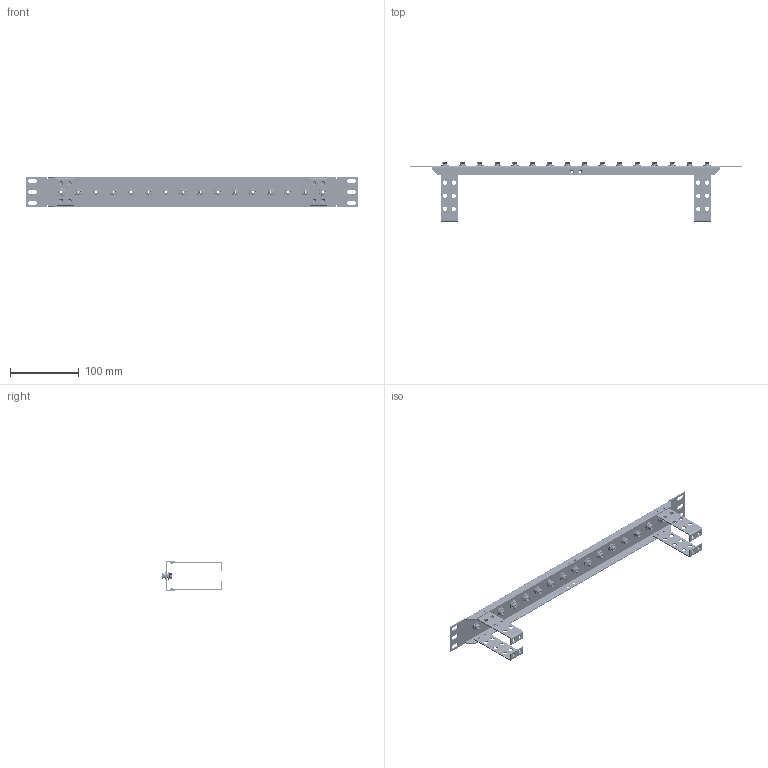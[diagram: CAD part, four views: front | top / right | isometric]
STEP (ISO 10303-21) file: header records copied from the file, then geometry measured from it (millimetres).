
FILE_DESCRIPTION (( 'STEP AP214' ), '1' );
FILE_NAME ('REF00074.STEP', '2017-05-24T14:47:56', ( 'L-Com' ), ( 'L-Com Global Connectivity' ), 'SwSTEP 2.0', 'SolidWorks 2014', '' );
FILE_SCHEMA (( 'AUTOMOTIVE_DESIGN' ));
Length unit declared in the file: inch
Products named in the file (8): REF00074; FOA-033A; 3AA02-003; 3AA03-003; 3AA01-030_4-40 x .187 FLAT HEAD SCREW; PR-CMB-B175; PR175ST16CMB-MA1
Assembly tree (32 placements, depth 3):
  REF00074
    PR175ST16CMB-MA1
    PR-CMB-B175  x4
    3AA01-030_4-40 x .187 FLAT HEAD SCREW  x8
    FOA-033A  x16
      FOA-033A
      3AA03-003
      3AA02-003
Bounding box: 482.6 x 87 x 43.94 mm (x, y, z)
Volume: 63425.9 mm3; surface area: 102903 mm2
Topology: 61 solids, 61 shells, 7557 faces, 21432 edges, 14128 vertices
Faces by surface type: plane 4717, cylinder 1688, cone 1000, bspline 152
Entity records: 45079 total; most frequent: CARTESIAN_POINT 13046, ORIENTED_EDGE 5572, DIRECTION 4550, EDGE_CURVE 2786, LINE 1922, VECTOR 1922, VERTEX_POINT 1840, AXIS2_PLACEMENT_3D 1314
